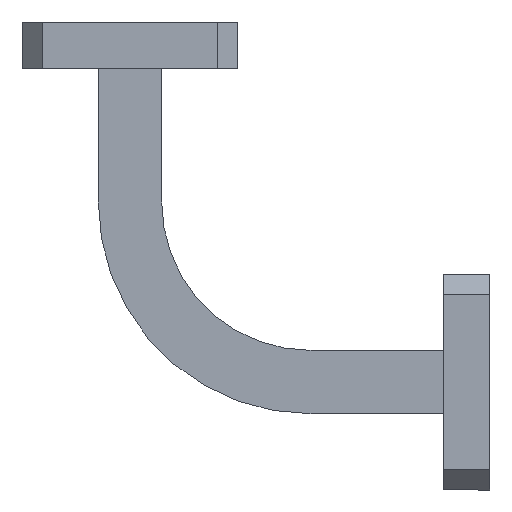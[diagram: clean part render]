
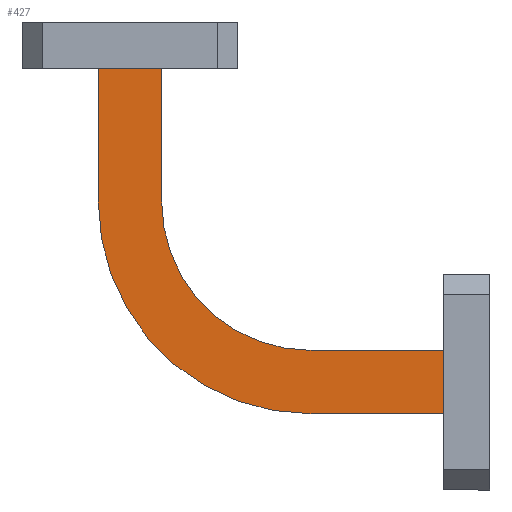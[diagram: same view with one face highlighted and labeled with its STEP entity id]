
A CAD part, front view. The second image highlights one B-rep face of the part: STEP entity #427.
In plain terms, the highlighted planar face has unit normal (0, -1, 0).
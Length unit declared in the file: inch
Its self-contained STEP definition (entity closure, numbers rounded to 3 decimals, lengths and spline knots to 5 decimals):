
#11 = VERTEX_POINT ( 'NONE', #1289 ) ;
#32 = LINE ( 'NONE', #493, #494 ) ;
#85 = CARTESIAN_POINT ( 'NONE',  ( -0.11, -0.18, 0. ) ) ;
#120 = DIRECTION ( 'NONE',  ( 0., 0., -1. ) ) ;
#126 = CARTESIAN_POINT ( 'NONE',  ( 0.625, -0.18, -0.98 ) ) ;
#161 = EDGE_CURVE ( 'NONE', #595, #1406, #251, .T. ) ;
#165 = LINE ( 'NONE', #760, #343 ) ;
#251 = LINE ( 'NONE', #616, #1367 ) ;
#322 = EDGE_CURVE ( 'NONE', #355, #11, #965, .T. ) ;
#332 = EDGE_CURVE ( 'NONE', #705, #355, #341, .T. ) ;
#341 = CIRCLE ( 'NONE', #402, 0.515 ) ;
#343 = VECTOR ( 'NONE', #1165, 39.37008 ) ;
#355 = VERTEX_POINT ( 'NONE', #126 ) ;
#402 = AXIS2_PLACEMENT_3D ( 'NONE', #1601, #658, #120 ) ;
#405 = FACE_OUTER_BOUND ( 'NONE', #931, .T. ) ;
#417 = CARTESIAN_POINT ( 'NONE',  ( 0.625, -0.18, -1.2 ) ) ;
#426 = LINE ( 'NONE', #485, #1279 ) ;
#427 = ADVANCED_FACE ( 'NONE', ( #405 ), #1055, .F. ) ;
#436 = CARTESIAN_POINT ( 'NONE',  ( 0.11, -0.18, 0. ) ) ;
#444 = ORIENTED_EDGE ( 'NONE', *, *, #322, .F. ) ;
#460 = ORIENTED_EDGE ( 'NONE', *, *, #1410, .T. ) ;
#466 = ORIENTED_EDGE ( 'NONE', *, *, #332, .F. ) ;
#485 = CARTESIAN_POINT ( 'NONE',  ( 0.11, -0.18, -0.465 ) ) ;
#493 = CARTESIAN_POINT ( 'NONE',  ( 0.11, -0.18, 0. ) ) ;
#494 = VECTOR ( 'NONE', #763, 39.37008 ) ;
#549 = CARTESIAN_POINT ( 'NONE',  ( -0.11, -0.18, -0.465 ) ) ;
#559 = ORIENTED_EDGE ( 'NONE', *, *, #764, .T. ) ;
#595 = VERTEX_POINT ( 'NONE', #549 ) ;
#599 = DIRECTION ( 'NONE',  ( 0., 0., -1. ) ) ;
#616 = CARTESIAN_POINT ( 'NONE',  ( -0.11, -0.18, -0.465 ) ) ;
#625 = ORIENTED_EDGE ( 'NONE', *, *, #161, .F. ) ;
#638 = EDGE_CURVE ( 'NONE', #595, #804, #1322, .T. ) ;
#649 = DIRECTION ( 'NONE',  ( 0., 0., 1. ) ) ;
#653 = ORIENTED_EDGE ( 'NONE', *, *, #1734, .F. ) ;
#658 = DIRECTION ( 'NONE',  ( 0., -1., 0. ) ) ;
#705 = VERTEX_POINT ( 'NONE', #730 ) ;
#717 = CARTESIAN_POINT ( 'NONE',  ( 0.625, -0.18, -0.98 ) ) ;
#721 = DIRECTION ( 'NONE',  ( 1., 0., 0. ) ) ;
#730 = CARTESIAN_POINT ( 'NONE',  ( 0.11, -0.18, -0.465 ) ) ;
#760 = CARTESIAN_POINT ( 'NONE',  ( 1.09, -0.18, -0.98 ) ) ;
#763 = DIRECTION ( 'NONE',  ( -1., 0., 0. ) ) ;
#764 = EDGE_CURVE ( 'NONE', #705, #899, #426, .T. ) ;
#804 = VERTEX_POINT ( 'NONE', #1700 ) ;
#858 = VERTEX_POINT ( 'NONE', #1509 ) ;
#899 = VERTEX_POINT ( 'NONE', #436 ) ;
#931 = EDGE_LOOP ( 'NONE', ( #460, #625, #1593, #1208, #653, #444, #466, #559 ) ) ;
#965 = LINE ( 'NONE', #717, #1009 ) ;
#975 = EDGE_CURVE ( 'NONE', #804, #858, #1113, .T. ) ;
#1009 = VECTOR ( 'NONE', #721, 39.37008 ) ;
#1033 = DIRECTION ( 'NONE',  ( 0., 0., 1. ) ) ;
#1055 = PLANE ( 'NONE',  #1600 ) ;
#1113 = LINE ( 'NONE', #417, #1703 ) ;
#1142 = AXIS2_PLACEMENT_3D ( 'NONE', #1419, #1530, #599 ) ;
#1165 = DIRECTION ( 'NONE',  ( 0., 0., -1. ) ) ;
#1208 = ORIENTED_EDGE ( 'NONE', *, *, #975, .T. ) ;
#1279 = VECTOR ( 'NONE', #1441, 39.37008 ) ;
#1289 = CARTESIAN_POINT ( 'NONE',  ( 1.09, -0.18, -0.98 ) ) ;
#1321 = CARTESIAN_POINT ( 'NONE',  ( 0.11, -0.18, -0.465 ) ) ;
#1322 = CIRCLE ( 'NONE', #1142, 0.735 ) ;
#1367 = VECTOR ( 'NONE', #1033, 39.37008 ) ;
#1406 = VERTEX_POINT ( 'NONE', #85 ) ;
#1410 = EDGE_CURVE ( 'NONE', #899, #1406, #32, .T. ) ;
#1419 = CARTESIAN_POINT ( 'NONE',  ( 0.625, -0.18, -0.465 ) ) ;
#1441 = DIRECTION ( 'NONE',  ( 0., 0., 1. ) ) ;
#1477 = DIRECTION ( 'NONE',  ( 0., 1., 0. ) ) ;
#1509 = CARTESIAN_POINT ( 'NONE',  ( 1.09, -0.18, -1.2 ) ) ;
#1530 = DIRECTION ( 'NONE',  ( 0., -1., 0. ) ) ;
#1593 = ORIENTED_EDGE ( 'NONE', *, *, #638, .T. ) ;
#1600 = AXIS2_PLACEMENT_3D ( 'NONE', #1321, #1477, #649 ) ;
#1601 = CARTESIAN_POINT ( 'NONE',  ( 0.625, -0.18, -0.465 ) ) ;
#1642 = DIRECTION ( 'NONE',  ( 1., 0., 0. ) ) ;
#1700 = CARTESIAN_POINT ( 'NONE',  ( 0.625, -0.18, -1.2 ) ) ;
#1703 = VECTOR ( 'NONE', #1642, 39.37008 ) ;
#1734 = EDGE_CURVE ( 'NONE', #11, #858, #165, .T. ) ;
